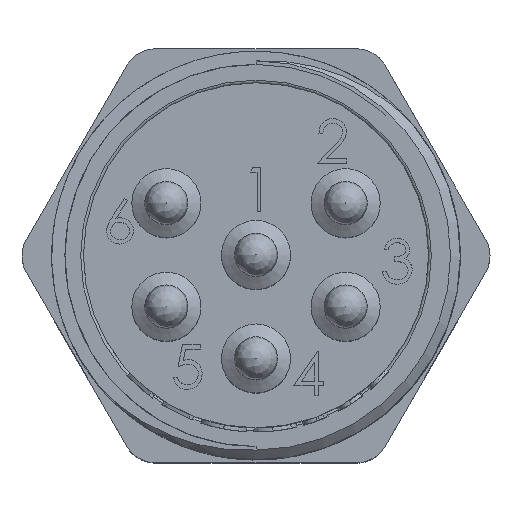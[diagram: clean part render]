
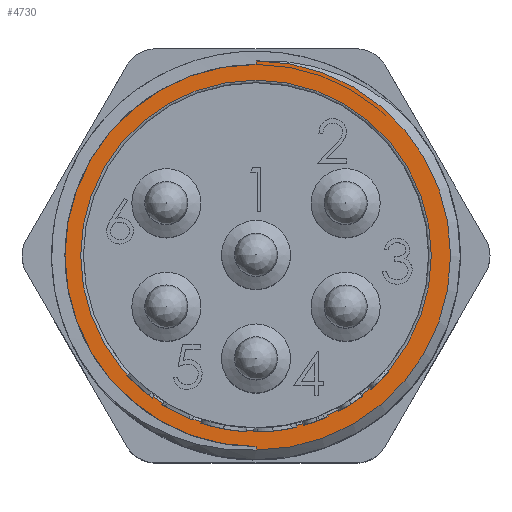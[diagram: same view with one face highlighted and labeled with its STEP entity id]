
A CAD part, top view. The second image highlights one B-rep face of the part: STEP entity #4730.
In plain terms, the highlighted planar face has unit normal (0, 0, 1).
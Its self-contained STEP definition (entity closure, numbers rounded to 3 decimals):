
#142=LINE('',#6865,#430);
#143=LINE('',#7186,#431);
#430=VECTOR('',#5567,10.);
#431=VECTOR('',#5568,1000.);
#1220=FACE_BOUND('',#1678,.T.);
#1356=FACE_OUTER_BOUND('',#1677,.T.);
#1677=EDGE_LOOP('',(#3447,#3448,#3449,#3450));
#1678=EDGE_LOOP('',(#3451));
#2064=CIRCLE('',#5088,8.949);
#2065=CIRCLE('',#5089,8.788);
#2066=CIRCLE('',#5090,8.065);
#2236=VERTEX_POINT('',#6863);
#2237=VERTEX_POINT('',#6864);
#2242=VERTEX_POINT('',#7174);
#2243=VERTEX_POINT('',#7185);
#2245=VERTEX_POINT('',#7281);
#2719=EDGE_CURVE('',#2236,#2237,#142,.T.);
#2726=EDGE_CURVE('',#2242,#2243,#143,.T.);
#2729=EDGE_CURVE('',#2236,#2242,#2064,.T.);
#2730=EDGE_CURVE('',#2237,#2243,#2065,.T.);
#2731=EDGE_CURVE('',#2245,#2245,#2066,.T.);
#3447=ORIENTED_EDGE('',*,*,#2726,.F.);
#3448=ORIENTED_EDGE('',*,*,#2729,.F.);
#3449=ORIENTED_EDGE('',*,*,#2719,.T.);
#3450=ORIENTED_EDGE('',*,*,#2730,.T.);
#3451=ORIENTED_EDGE('',*,*,#2731,.T.);
#4600=PLANE('',#5087);
#4730=ADVANCED_FACE('',(#1356,#1220),#4600,.T.);
#5087=AXIS2_PLACEMENT_3D('',#7278,#5569,#5570);
#5088=AXIS2_PLACEMENT_3D('',#7279,#5571,#5572);
#5089=AXIS2_PLACEMENT_3D('',#7280,#5573,#5574);
#5090=AXIS2_PLACEMENT_3D('',#7282,#5575,#5576);
#5567=DIRECTION('',(0.,-1.,0.));
#5568=DIRECTION('',(0.,1.,0.));
#5569=DIRECTION('center_axis',(0.,0.,1.));
#5570=DIRECTION('ref_axis',(-1.,0.,0.));
#5571=DIRECTION('center_axis',(0.,0.,-1.));
#5572=DIRECTION('ref_axis',(1.,0.,0.));
#5573=DIRECTION('center_axis',(0.,0.,1.));
#5574=DIRECTION('ref_axis',(-1.,0.,0.));
#5575=DIRECTION('center_axis',(0.,0.,-1.));
#5576=DIRECTION('ref_axis',(-1.,0.,0.));
#6863=CARTESIAN_POINT('',(0.,8.949,9.525));
#6864=CARTESIAN_POINT('',(0.,8.788,9.525));
#6865=CARTESIAN_POINT('',(0.,8.949,9.525));
#7174=CARTESIAN_POINT('',(0.,-8.949,9.525));
#7185=CARTESIAN_POINT('',(0.,-8.788,9.525));
#7186=CARTESIAN_POINT('',(0.,-9.398,9.525));
#7278=CARTESIAN_POINT('Origin',(0.,0.,9.525));
#7279=CARTESIAN_POINT('Origin',(0.,0.,9.525));
#7280=CARTESIAN_POINT('Origin',(0.,0.,9.525));
#7281=CARTESIAN_POINT('',(-8.065,0.,9.525));
#7282=CARTESIAN_POINT('Origin',(0.,0.,9.525));
